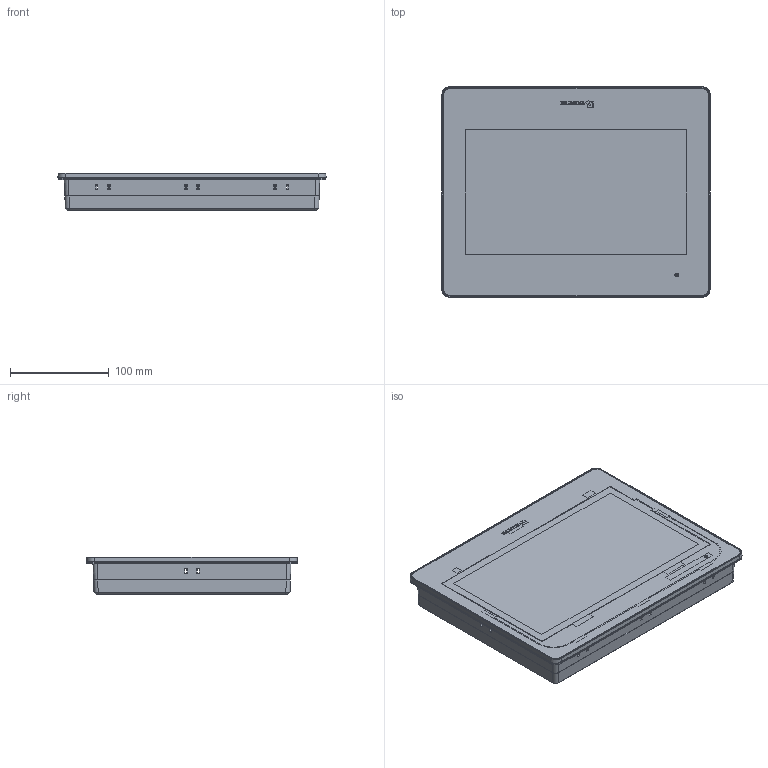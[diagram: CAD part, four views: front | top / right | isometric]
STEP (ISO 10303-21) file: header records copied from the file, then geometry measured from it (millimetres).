
FILE_DESCRIPTION (( 'STEP AP214' ), '1' );
FILE_NAME ('cMT3102X_210219.STEP', '2021-02-19T07:42:20', ( '' ), ( '' ), 'SwSTEP 2.0', 'SolidWorks 2019', '' );
FILE_SCHEMA (( 'AUTOMOTIVE_DESIGN' ));
Length unit declared in the file: centimetre
Products named in the file (1): cMT3102X_210219
Bounding box: 270.93 x 212.93 x 38 mm (x, y, z)
Surface area: 242844.9 mm2 (no closed solid volume)
Topology: 0 solids, 58 shells, 930 faces, 4167 edges, 3224 vertices
Faces by surface type: plane 502, cylinder 157, cone 147, bspline 82, sphere 24, torus 18
Entity records: 60316 total; most frequent: CARTESIAN_POINT 19204, ORIENTED_EDGE 5877, DIRECTION 5527, EDGE_CURVE 4123, VERTEX_POINT 3206, VECTOR 2749, LINE 2749, AXIS2_PLACEMENT_3D 1389
